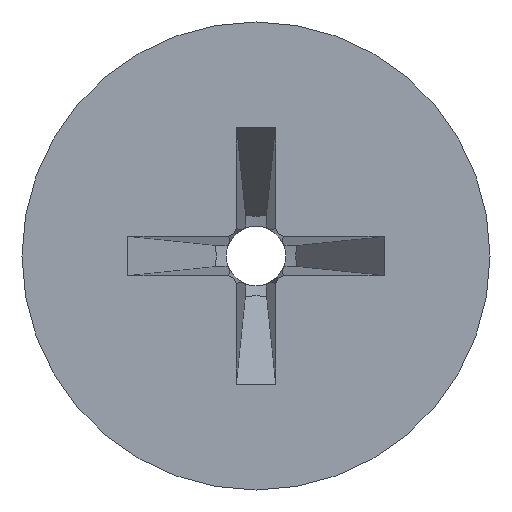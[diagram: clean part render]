
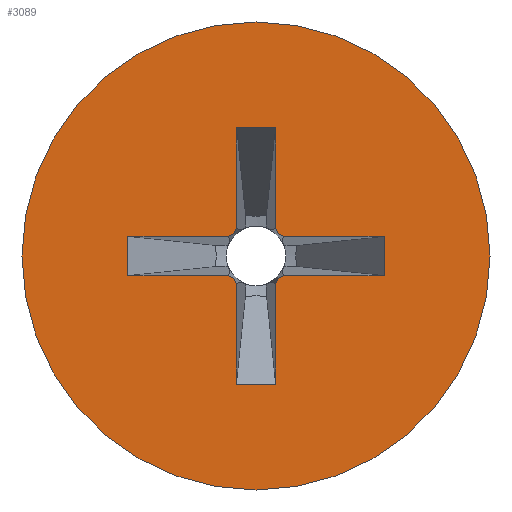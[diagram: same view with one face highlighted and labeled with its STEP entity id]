
A CAD part, left-side view. The second image highlights one B-rep face of the part: STEP entity #3089.
In plain terms, the highlighted planar face has unit normal (-1, 0, 0).
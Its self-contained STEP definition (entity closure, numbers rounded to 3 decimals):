
#115=CARTESIAN_POINT('',(0.,0.,0.));
#116=DIRECTION('',(-1.,0.,0.));
#117=DIRECTION('',(0.,1.,0.));
#118=AXIS2_PLACEMENT_3D('',#115,#116,#117);
#120=CARTESIAN_POINT('',(0.,0.,0.));
#121=DIRECTION('',(1.,0.,0.));
#122=DIRECTION('',(0.,1.,0.));
#123=AXIS2_PLACEMENT_3D('',#120,#121,#122);
#125=DIRECTION('',(0.,0.423,-0.906));
#126=VECTOR('',#125,0.102);
#127=CARTESIAN_POINT('',(0.,-0.396,-0.396));
#128=LINE('',#127,#126);
#129=DIRECTION('',(0.,0.906,-0.423));
#130=VECTOR('',#129,0.102);
#131=CARTESIAN_POINT('',(0.,-0.488,-0.353));
#132=LINE('',#131,#130);
#133=DIRECTION('',(0.,1.,0.));
#134=VECTOR('',#133,1.812);
#135=CARTESIAN_POINT('',(0.,-2.3,-0.353));
#136=LINE('',#135,#134);
#137=DIRECTION('',(0.,0.,-1.));
#138=VECTOR('',#137,0.705);
#139=CARTESIAN_POINT('',(0.,-2.3,0.353));
#140=LINE('',#139,#138);
#141=DIRECTION('',(0.,1.,0.));
#142=VECTOR('',#141,1.812);
#143=CARTESIAN_POINT('',(0.,-2.3,0.353));
#144=LINE('',#143,#142);
#145=DIRECTION('',(0.,0.906,0.423));
#146=VECTOR('',#145,0.102);
#147=CARTESIAN_POINT('',(0.,-0.488,0.353));
#148=LINE('',#147,#146);
#149=DIRECTION('',(0.,-0.423,-0.906));
#150=VECTOR('',#149,0.102);
#151=CARTESIAN_POINT('',(0.,-0.353,0.488));
#152=LINE('',#151,#150);
#153=DIRECTION('',(0.,0.,-1.));
#154=VECTOR('',#153,1.812);
#155=CARTESIAN_POINT('',(0.,-0.353,2.3));
#156=LINE('',#155,#154);
#157=DIRECTION('',(0.,1.,0.));
#158=VECTOR('',#157,0.705);
#159=CARTESIAN_POINT('',(0.,-0.353,2.3));
#160=LINE('',#159,#158);
#161=DIRECTION('',(0.,0.,-1.));
#162=VECTOR('',#161,1.812);
#163=CARTESIAN_POINT('',(0.,0.353,2.3));
#164=LINE('',#163,#162);
#165=DIRECTION('',(0.,0.423,-0.906));
#166=VECTOR('',#165,0.102);
#167=CARTESIAN_POINT('',(0.,0.353,0.488));
#168=LINE('',#167,#166);
#169=DIRECTION('',(0.,0.906,-0.423));
#170=VECTOR('',#169,0.102);
#171=CARTESIAN_POINT('',(0.,0.396,0.396));
#172=LINE('',#171,#170);
#173=DIRECTION('',(0.,1.,0.));
#174=VECTOR('',#173,1.812);
#175=CARTESIAN_POINT('',(0.,0.488,0.353));
#176=LINE('',#175,#174);
#177=DIRECTION('',(0.,0.,-1.));
#178=VECTOR('',#177,0.705);
#179=CARTESIAN_POINT('',(0.,2.3,0.353));
#180=LINE('',#179,#178);
#181=DIRECTION('',(0.,1.,0.));
#182=VECTOR('',#181,1.812);
#183=CARTESIAN_POINT('',(0.,0.488,-0.353));
#184=LINE('',#183,#182);
#185=DIRECTION('',(0.,0.906,0.423));
#186=VECTOR('',#185,0.102);
#187=CARTESIAN_POINT('',(0.,0.396,-0.396));
#188=LINE('',#187,#186);
#189=DIRECTION('',(0.,-0.423,-0.906));
#190=VECTOR('',#189,0.102);
#191=CARTESIAN_POINT('',(0.,0.396,-0.396));
#192=LINE('',#191,#190);
#193=DIRECTION('',(0.,0.,-1.));
#194=VECTOR('',#193,1.812);
#195=CARTESIAN_POINT('',(0.,0.353,-0.488));
#196=LINE('',#195,#194);
#197=DIRECTION('',(0.,1.,0.));
#198=VECTOR('',#197,0.705);
#199=CARTESIAN_POINT('',(0.,-0.353,-2.3));
#200=LINE('',#199,#198);
#201=DIRECTION('',(0.,0.,-1.));
#202=VECTOR('',#201,1.812);
#203=CARTESIAN_POINT('',(0.,-0.353,-0.488));
#204=LINE('',#203,#202);
#2914=CARTESIAN_POINT('',(0.,4.2,0.));
#2916=VERTEX_POINT('',#2914);
#2918=CARTESIAN_POINT('',(0.,-4.2,0.));
#2920=VERTEX_POINT('',#2918);
#2964=CARTESIAN_POINT('',(0.,-0.396,-0.396));
#2965=CARTESIAN_POINT('',(0.,-0.353,-0.488));
#2966=VERTEX_POINT('',#2964);
#2967=VERTEX_POINT('',#2965);
#2968=CARTESIAN_POINT('',(0.,-0.488,-0.353));
#2969=VERTEX_POINT('',#2968);
#2970=CARTESIAN_POINT('',(0.,-2.3,-0.353));
#2971=VERTEX_POINT('',#2970);
#2972=CARTESIAN_POINT('',(0.,-2.3,0.353));
#2973=VERTEX_POINT('',#2972);
#2974=CARTESIAN_POINT('',(0.,-0.488,0.353));
#2975=VERTEX_POINT('',#2974);
#2976=CARTESIAN_POINT('',(0.,-0.396,0.396));
#2977=VERTEX_POINT('',#2976);
#2978=CARTESIAN_POINT('',(0.,-0.353,0.488));
#2979=VERTEX_POINT('',#2978);
#2980=CARTESIAN_POINT('',(0.,-0.353,2.3));
#2981=VERTEX_POINT('',#2980);
#2982=CARTESIAN_POINT('',(0.,0.353,2.3));
#2983=VERTEX_POINT('',#2982);
#2984=CARTESIAN_POINT('',(0.,0.353,0.488));
#2985=VERTEX_POINT('',#2984);
#2986=CARTESIAN_POINT('',(0.,0.396,0.396));
#2987=VERTEX_POINT('',#2986);
#2988=CARTESIAN_POINT('',(0.,0.488,0.353));
#2989=VERTEX_POINT('',#2988);
#2990=CARTESIAN_POINT('',(0.,2.3,0.353));
#2991=VERTEX_POINT('',#2990);
#2992=CARTESIAN_POINT('',(0.,2.3,-0.353));
#2993=VERTEX_POINT('',#2992);
#2994=CARTESIAN_POINT('',(0.,0.488,-0.353));
#2995=VERTEX_POINT('',#2994);
#2996=CARTESIAN_POINT('',(0.,0.396,-0.396));
#2997=VERTEX_POINT('',#2996);
#2998=CARTESIAN_POINT('',(0.,0.353,-0.488));
#2999=VERTEX_POINT('',#2998);
#3000=CARTESIAN_POINT('',(0.,0.353,-2.3));
#3001=VERTEX_POINT('',#3000);
#3002=CARTESIAN_POINT('',(0.,-0.353,-2.3));
#3003=VERTEX_POINT('',#3002);
#3036=CARTESIAN_POINT('',(0.,0.,0.));
#3037=DIRECTION('',(1.,0.,0.));
#3038=DIRECTION('',(0.,-1.,0.));
#3039=AXIS2_PLACEMENT_3D('',#3036,#3037,#3038);
#3040=PLANE('',#3039);
#3042=ORIENTED_EDGE('',*,*,#3041,.F.);
#3044=ORIENTED_EDGE('',*,*,#3043,.T.);
#3045=EDGE_LOOP('',(#3042,#3044));
#3046=FACE_OUTER_BOUND('',#3045,.F.);
#3048=ORIENTED_EDGE('',*,*,#3047,.F.);
#3050=ORIENTED_EDGE('',*,*,#3049,.F.);
#3052=ORIENTED_EDGE('',*,*,#3051,.F.);
#3054=ORIENTED_EDGE('',*,*,#3053,.F.);
#3056=ORIENTED_EDGE('',*,*,#3055,.T.);
#3058=ORIENTED_EDGE('',*,*,#3057,.T.);
#3060=ORIENTED_EDGE('',*,*,#3059,.F.);
#3062=ORIENTED_EDGE('',*,*,#3061,.F.);
#3064=ORIENTED_EDGE('',*,*,#3063,.T.);
#3066=ORIENTED_EDGE('',*,*,#3065,.T.);
#3068=ORIENTED_EDGE('',*,*,#3067,.T.);
#3070=ORIENTED_EDGE('',*,*,#3069,.T.);
#3072=ORIENTED_EDGE('',*,*,#3071,.T.);
#3074=ORIENTED_EDGE('',*,*,#3073,.T.);
#3076=ORIENTED_EDGE('',*,*,#3075,.F.);
#3078=ORIENTED_EDGE('',*,*,#3077,.F.);
#3080=ORIENTED_EDGE('',*,*,#3079,.T.);
#3082=ORIENTED_EDGE('',*,*,#3081,.T.);
#3084=ORIENTED_EDGE('',*,*,#3083,.F.);
#3086=ORIENTED_EDGE('',*,*,#3085,.F.);
#3087=EDGE_LOOP('',(#3048,#3050,#3052,#3054,#3056,#3058,#3060,#3062,#3064,#3066,
#3068,#3070,#3072,#3074,#3076,#3078,#3080,#3082,#3084,#3086));
#3088=FACE_BOUND('',#3087,.F.);
#119=CIRCLE('',#118,4.2);
#124=CIRCLE('',#123,4.2);
#3041=EDGE_CURVE('',#2916,#2920,#119,.T.);
#3043=EDGE_CURVE('',#2916,#2920,#124,.T.);
#3047=EDGE_CURVE('',#2966,#2967,#128,.T.);
#3049=EDGE_CURVE('',#2969,#2966,#132,.T.);
#3051=EDGE_CURVE('',#2971,#2969,#136,.T.);
#3053=EDGE_CURVE('',#2973,#2971,#140,.T.);
#3055=EDGE_CURVE('',#2973,#2975,#144,.T.);
#3057=EDGE_CURVE('',#2975,#2977,#148,.T.);
#3059=EDGE_CURVE('',#2979,#2977,#152,.T.);
#3061=EDGE_CURVE('',#2981,#2979,#156,.T.);
#3063=EDGE_CURVE('',#2981,#2983,#160,.T.);
#3065=EDGE_CURVE('',#2983,#2985,#164,.T.);
#3067=EDGE_CURVE('',#2985,#2987,#168,.T.);
#3069=EDGE_CURVE('',#2987,#2989,#172,.T.);
#3071=EDGE_CURVE('',#2989,#2991,#176,.T.);
#3073=EDGE_CURVE('',#2991,#2993,#180,.T.);
#3075=EDGE_CURVE('',#2995,#2993,#184,.T.);
#3077=EDGE_CURVE('',#2997,#2995,#188,.T.);
#3079=EDGE_CURVE('',#2997,#2999,#192,.T.);
#3081=EDGE_CURVE('',#2999,#3001,#196,.T.);
#3083=EDGE_CURVE('',#3003,#3001,#200,.T.);
#3085=EDGE_CURVE('',#2967,#3003,#204,.T.);
#3089=ADVANCED_FACE('',(#3046,#3088),#3040,.F.);
